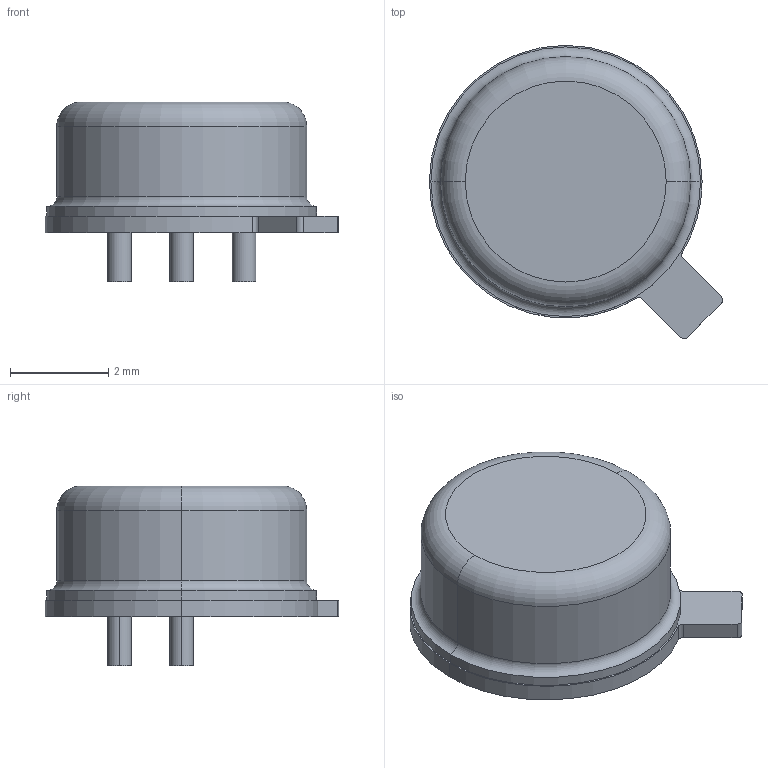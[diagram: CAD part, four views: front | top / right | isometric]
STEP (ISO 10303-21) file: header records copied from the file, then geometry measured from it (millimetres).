
FILE_DESCRIPTION (( 'STEP AP214' ), '1' );
FILE_NAME ('to-46.step', '2019-08-14T19:34:27', ( '' ), ( '' ), 'SwSTEP 2.0', 'SolidWorks 2018', '' );
FILE_SCHEMA (( 'AUTOMOTIVE_DESIGN' ));
Length unit declared in the file: millimetre
Products named in the file (1): to-46
Bounding box: 5.98 x 5.98 x 3.67 mm (x, y, z)
Volume: 56.9 mm3; surface area: 98.6 mm2
Topology: 1 solids, 1 shells, 40 faces, 87 edges, 56 vertices
Faces by surface type: cylinder 24, plane 12, torus 4
Entity records: 1217 total; most frequent: DIRECTION 223, CARTESIAN_POINT 184, ORIENTED_EDGE 174, AXIS2_PLACEMENT_3D 95, EDGE_CURVE 87, VERTEX_POINT 56, CIRCLE 54, EDGE_LOOP 47
